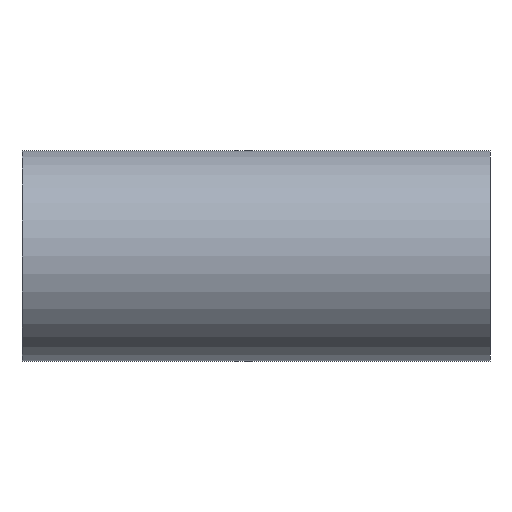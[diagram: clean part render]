
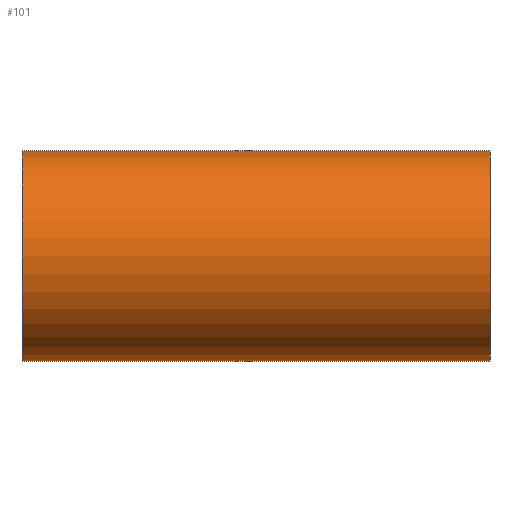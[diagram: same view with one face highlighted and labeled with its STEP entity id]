
A CAD part, left-side view. The second image highlights one B-rep face of the part: STEP entity #101.
In plain terms, the highlighted cylindrical face has radius 18 mm (diameter 36 mm), a partial arc.
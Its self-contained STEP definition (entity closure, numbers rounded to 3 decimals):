
#3 = EDGE_CURVE ( 'NONE', #188, #317, #145, .T. ) ;
#13 = DIRECTION ( 'NONE',  ( 0., 0., -1. ) ) ;
#38 = ORIENTED_EDGE ( 'NONE', *, *, #81, .T. ) ;
#42 = VERTEX_POINT ( 'NONE', #78 ) ;
#54 = CARTESIAN_POINT ( 'NONE',  ( 0., 380., 0. ) ) ;
#56 = CARTESIAN_POINT ( 'NONE',  ( 0., 287.887, -18. ) ) ;
#57 = AXIS2_PLACEMENT_3D ( 'NONE', #310, #281, #13 ) ;
#72 = ORIENTED_EDGE ( 'NONE', *, *, #127, .F. ) ;
#78 = CARTESIAN_POINT ( 'NONE',  ( 0., 300., 18. ) ) ;
#81 = EDGE_CURVE ( 'NONE', #317, #228, #98, .T. ) ;
#98 = LINE ( 'NONE', #56, #167 ) ;
#100 = DIRECTION ( 'NONE',  ( 0., -1., 0. ) ) ;
#101 = ADVANCED_FACE ( 'NONE', ( #197 ), #175, .T. ) ;
#116 = AXIS2_PLACEMENT_3D ( 'NONE', #54, #268, #219 ) ;
#120 = CARTESIAN_POINT ( 'NONE',  ( 0., 300., -18. ) ) ;
#127 = EDGE_CURVE ( 'NONE', #188, #42, #133, .T. ) ;
#133 = LINE ( 'NONE', #194, #181 ) ;
#136 = CARTESIAN_POINT ( 'NONE',  ( 0., 380., 18. ) ) ;
#145 = CIRCLE ( 'NONE', #116, 18. ) ;
#167 = VECTOR ( 'NONE', #221, 1000. ) ;
#175 = CYLINDRICAL_SURFACE ( 'NONE', #196, 18. ) ;
#181 = VECTOR ( 'NONE', #294, 1000. ) ;
#188 = VERTEX_POINT ( 'NONE', #136 ) ;
#194 = CARTESIAN_POINT ( 'NONE',  ( 0., 287.887, 18. ) ) ;
#196 = AXIS2_PLACEMENT_3D ( 'NONE', #277, #100, #295 ) ;
#197 = FACE_OUTER_BOUND ( 'NONE', #257, .T. ) ;
#205 = EDGE_CURVE ( 'NONE', #42, #228, #249, .T. ) ;
#219 = DIRECTION ( 'NONE',  ( 0., 0., -1. ) ) ;
#221 = DIRECTION ( 'NONE',  ( 0., -1., 0. ) ) ;
#228 = VERTEX_POINT ( 'NONE', #120 ) ;
#238 = ORIENTED_EDGE ( 'NONE', *, *, #205, .F. ) ;
#249 = CIRCLE ( 'NONE', #57, 18. ) ;
#257 = EDGE_LOOP ( 'NONE', ( #72, #306, #38, #238 ) ) ;
#268 = DIRECTION ( 'NONE',  ( 0., -1., 0. ) ) ;
#277 = CARTESIAN_POINT ( 'NONE',  ( 0., 287.887, 0. ) ) ;
#281 = DIRECTION ( 'NONE',  ( 0., -1., 0. ) ) ;
#290 = CARTESIAN_POINT ( 'NONE',  ( 0., 380., -18. ) ) ;
#294 = DIRECTION ( 'NONE',  ( 0., -1., 0. ) ) ;
#295 = DIRECTION ( 'NONE',  ( 0., 0., -1. ) ) ;
#306 = ORIENTED_EDGE ( 'NONE', *, *, #3, .T. ) ;
#310 = CARTESIAN_POINT ( 'NONE',  ( 0., 300., 0. ) ) ;
#317 = VERTEX_POINT ( 'NONE', #290 ) ;
